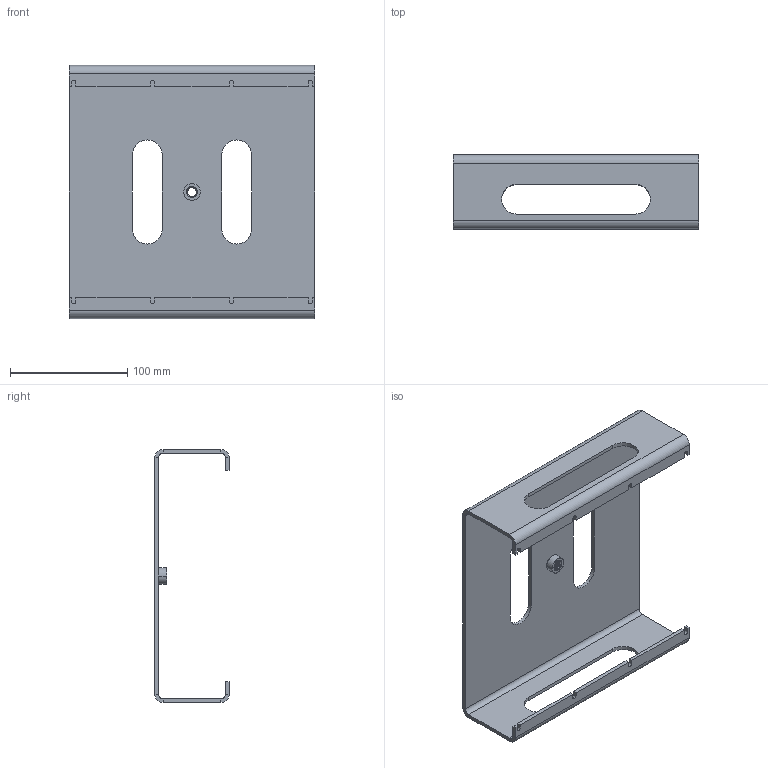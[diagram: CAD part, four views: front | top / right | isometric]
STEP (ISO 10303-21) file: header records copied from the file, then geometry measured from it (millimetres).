
FILE_DESCRIPTION (( 'STEP AP214' ), '1' );
FILE_NAME ('LFR.001_6-7-18.STEP', '2018-06-07T16:43:49', ( '' ), ( '' ), 'SwSTEP 2.0', 'SolidWorks 2017', '' );
FILE_SCHEMA (( 'AUTOMOTIVE_DESIGN' ));
Length unit declared in the file: inch
Products named in the file (1): LFR.001_6-7-18
Bounding box: 209.55 x 63.5 x 215.9 mm (x, y, z)
Volume: 203895.2 mm3; surface area: 136013.3 mm2
Topology: 2 solids, 2 shells, 282 faces, 791 edges, 515 vertices
Faces by surface type: plane 174, cylinder 95, cone 11, bspline 2
Entity records: 9883 total; most frequent: CARTESIAN_POINT 2574, ORIENTED_EDGE 1582, DIRECTION 1452, EDGE_CURVE 791, VECTOR 576, LINE 576, VERTEX_POINT 515, AXIS2_PLACEMENT_3D 438
